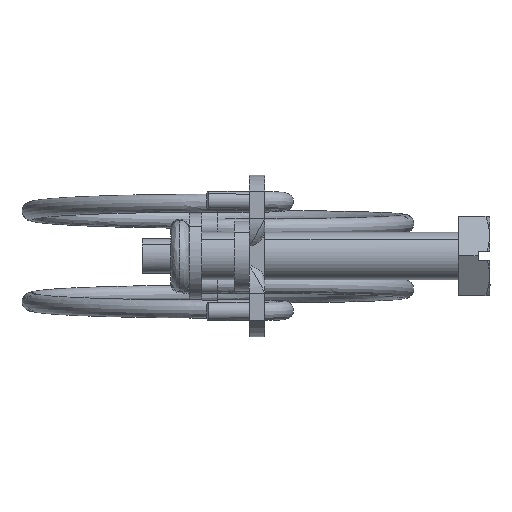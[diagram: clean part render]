
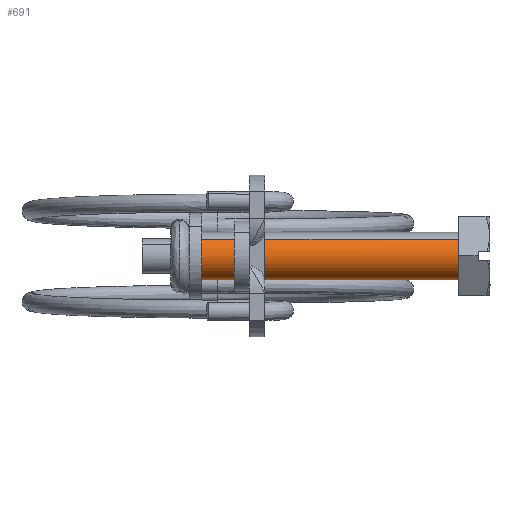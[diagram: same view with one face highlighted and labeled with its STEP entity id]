
A CAD part, top view. The second image highlights one B-rep face of the part: STEP entity #691.
In plain terms, the highlighted free-form (B-spline) face has degree [2, 1] with [5, 2] control points.
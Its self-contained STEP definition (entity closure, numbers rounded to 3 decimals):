
#494=CARTESIAN_POINT('',(-32.5,-2.065,-2.176));
#495=VERTEX_POINT('',#494);
#505=CARTESIAN_POINT('',(-32.5,-3.,0.));
#506=VERTEX_POINT('',#505);
#507=CARTESIAN_POINT('',(-32.5,-2.065,-2.176));
#508=CARTESIAN_POINT('',(-32.5,-2.221,-2.028));
#509=CARTESIAN_POINT('',(-32.5,-2.535,-1.658));
#510=CARTESIAN_POINT('',(-32.5,-2.901,-0.926));
#511=CARTESIAN_POINT('',(-32.5,-3.,-0.33));
#512=CARTESIAN_POINT('',(-32.5,-3.,0.));
#513=B_SPLINE_CURVE_WITH_KNOTS('',3,(#507,#508,#509,#510,#511,#512),.UNSPECIFIED.,.F.,.U.,(4,1,1,4),(0.,0.647,1.446,2.435),.UNSPECIFIED.);
#514=EDGE_CURVE('',#495,#506,#513,.T.);
#516=CARTESIAN_POINT('',(-32.5,0.0,3.));
#517=VERTEX_POINT('',#516);
#518=CARTESIAN_POINT('',(-32.5,-3.,0.));
#519=CARTESIAN_POINT('',(-32.5,-3.,0.184));
#520=CARTESIAN_POINT('',(-32.5,-2.963,0.589));
#521=CARTESIAN_POINT('',(-32.5,-2.762,1.251));
#522=CARTESIAN_POINT('',(-32.5,-2.389,1.865));
#523=CARTESIAN_POINT('',(-32.5,-1.888,2.359));
#524=CARTESIAN_POINT('',(-32.5,-1.411,2.666));
#525=CARTESIAN_POINT('',(-32.5,-0.785,2.925));
#526=CARTESIAN_POINT('',(-32.5,-0.319,3.));
#527=CARTESIAN_POINT('',(-32.5,0.0,3.));
#528=B_SPLINE_CURVE_WITH_KNOTS('',3,(#518,#519,#520,#521,#522,#523,#524,#525,#526,#527),.UNSPECIFIED.,.F.,.U.,(4,1,1,1,1,1,1,4),(0.,0.552,1.215,2.062,2.688,3.313,3.755,4.712),.UNSPECIFIED.);
#529=EDGE_CURVE('',#506,#517,#528,.T.);
#531=CARTESIAN_POINT('',(-32.5,2.065,2.176));
#532=VERTEX_POINT('',#531);
#533=CARTESIAN_POINT('',(-32.5,0.0,3.));
#534=CARTESIAN_POINT('',(-32.5,0.285,3.));
#535=CARTESIAN_POINT('',(-32.5,0.759,2.932));
#536=CARTESIAN_POINT('',(-32.5,1.468,2.649));
#537=CARTESIAN_POINT('',(-32.5,1.859,2.372));
#538=CARTESIAN_POINT('',(-32.5,2.065,2.176));
#539=B_SPLINE_CURVE_WITH_KNOTS('',3,(#533,#534,#535,#536,#537,#538),.UNSPECIFIED.,.F.,.U.,(4,1,1,4),(0.,0.854,1.424,2.278),.UNSPECIFIED.);
#540=EDGE_CURVE('',#517,#532,#539,.T.);
#573=CARTESIAN_POINT('',(0.,2.065,2.176));
#574=VERTEX_POINT('',#573);
#603=CARTESIAN_POINT('',(0.,-2.065,-2.176));
#604=VERTEX_POINT('',#603);
#614=CARTESIAN_POINT('',(0.,-2.065,-2.176));
#615=CARTESIAN_POINT('',(-32.5,-2.065,-2.176));
#616=QUASI_UNIFORM_CURVE('',1,(#614,#615),.UNSPECIFIED.,.F.,.U.);
#617=EDGE_CURVE('',#604,#495,#616,.T.);
#622=CARTESIAN_POINT('',(0.,2.065,2.176));
#623=CARTESIAN_POINT('',(-32.5,2.065,2.176));
#624=QUASI_UNIFORM_CURVE('',1,(#622,#623),.UNSPECIFIED.,.F.,.U.);
#625=EDGE_CURVE('',#574,#532,#624,.T.);
#630=CARTESIAN_POINT('',(0.813,-2.065,-2.176));
#631=CARTESIAN_POINT('',(0.813,-4.241,-0.111));
#632=CARTESIAN_POINT('',(0.813,-2.176,2.065));
#633=CARTESIAN_POINT('',(0.813,-0.111,4.241));
#634=CARTESIAN_POINT('',(0.813,2.065,2.176));
#635=CARTESIAN_POINT('',(-33.333,-2.065,-2.176));
#636=CARTESIAN_POINT('',(-33.333,-4.241,-0.111));
#637=CARTESIAN_POINT('',(-33.333,-2.176,2.065));
#638=CARTESIAN_POINT('',(-33.333,-0.111,4.241));
#639=CARTESIAN_POINT('',(-33.333,2.065,2.176));
#647=(BOUNDED_SURFACE()B_SPLINE_SURFACE(2,1,((#630,#635),(#631,#636),(#632,#637),(#633,#638),(#634,#639)),.UNSPECIFIED.,.F.,.F.,.U.)B_SPLINE_SURFACE_WITH_KNOTS((3,2,3),(2,2),(0.0,4.971,9.941),(0.0,34.145),.UNSPECIFIED.)GEOMETRIC_REPRESENTATION_ITEM()RATIONAL_B_SPLINE_SURFACE(((1.0,1.0),(0.707,0.707),(1.0,1.0),(0.707,0.707),(1.0,1.0)))REPRESENTATION_ITEM('')SURFACE());
#648=CARTESIAN_POINT('',(0.0,0.0,3.));
#649=VERTEX_POINT('',#648);
#650=CARTESIAN_POINT('',(0.0,0.0,3.));
#651=CARTESIAN_POINT('',(0.,0.32,3.));
#652=CARTESIAN_POINT('',(0.,0.866,2.912));
#653=CARTESIAN_POINT('',(0.,1.559,2.591));
#654=CARTESIAN_POINT('',(0.,1.91,2.323));
#655=CARTESIAN_POINT('',(0.,2.065,2.176));
#656=B_SPLINE_CURVE_WITH_KNOTS('',3,(#650,#651,#652,#653,#654,#655),.UNSPECIFIED.,.F.,.U.,(4,1,1,4),(0.,0.961,1.637,2.278),.UNSPECIFIED.);
#657=EDGE_CURVE('',#649,#574,#656,.T.);
#658=ORIENTED_EDGE('',*,*,#657,.T.);
#659=ORIENTED_EDGE('',*,*,#625,.T.);
#660=ORIENTED_EDGE('',*,*,#540,.F.);
#661=ORIENTED_EDGE('',*,*,#529,.F.);
#662=ORIENTED_EDGE('',*,*,#514,.F.);
#663=ORIENTED_EDGE('',*,*,#617,.F.);
#664=CARTESIAN_POINT('',(0.0,-3.,0.));
#665=VERTEX_POINT('',#664);
#666=CARTESIAN_POINT('',(0.,-2.065,-2.176));
#667=CARTESIAN_POINT('',(0.,-2.203,-2.045));
#668=CARTESIAN_POINT('',(0.,-2.462,-1.747));
#669=CARTESIAN_POINT('',(0.,-2.773,-1.205));
#670=CARTESIAN_POINT('',(0.,-2.96,-0.609));
#671=CARTESIAN_POINT('',(0.,-3.,-0.19));
#672=CARTESIAN_POINT('',(0.0,-3.,0.));
#673=B_SPLINE_CURVE_WITH_KNOTS('',3,(#666,#667,#668,#669,#670,#671,#672),.UNSPECIFIED.,.F.,.U.,(4,1,1,1,4),(0.,0.571,1.179,1.864,2.435),.UNSPECIFIED.);
#674=EDGE_CURVE('',#604,#665,#673,.T.);
#675=ORIENTED_EDGE('',*,*,#674,.T.);
#676=CARTESIAN_POINT('',(0.0,-3.,0.));
#677=CARTESIAN_POINT('',(0.0,-3.,0.233));
#678=CARTESIAN_POINT('',(0.0,-2.948,0.675));
#679=CARTESIAN_POINT('',(0.0,-2.711,1.35));
#680=CARTESIAN_POINT('',(0.0,-2.347,1.911));
#681=CARTESIAN_POINT('',(0.0,-1.903,2.338));
#682=CARTESIAN_POINT('',(0.0,-1.414,2.67));
#683=CARTESIAN_POINT('',(0.0,-0.785,2.93));
#684=CARTESIAN_POINT('',(0.0,-0.27,3.));
#685=CARTESIAN_POINT('',(0.0,0.0,3.));
#686=B_SPLINE_CURVE_WITH_KNOTS('',3,(#676,#677,#678,#679,#680,#681,#682,#683,#684,#685),.UNSPECIFIED.,.F.,.U.,(4,1,1,1,1,1,1,4),(0.,0.699,1.325,2.135,2.688,3.166,3.902,4.712),.UNSPECIFIED.);
#687=EDGE_CURVE('',#665,#649,#686,.T.);
#688=ORIENTED_EDGE('',*,*,#687,.T.);
#689=EDGE_LOOP('',(#658,#659,#660,#661,#662,#663,#675,#688));
#690=FACE_OUTER_BOUND('',#689,.T.);
#691=ADVANCED_FACE('',(#690),#647,.T.);
